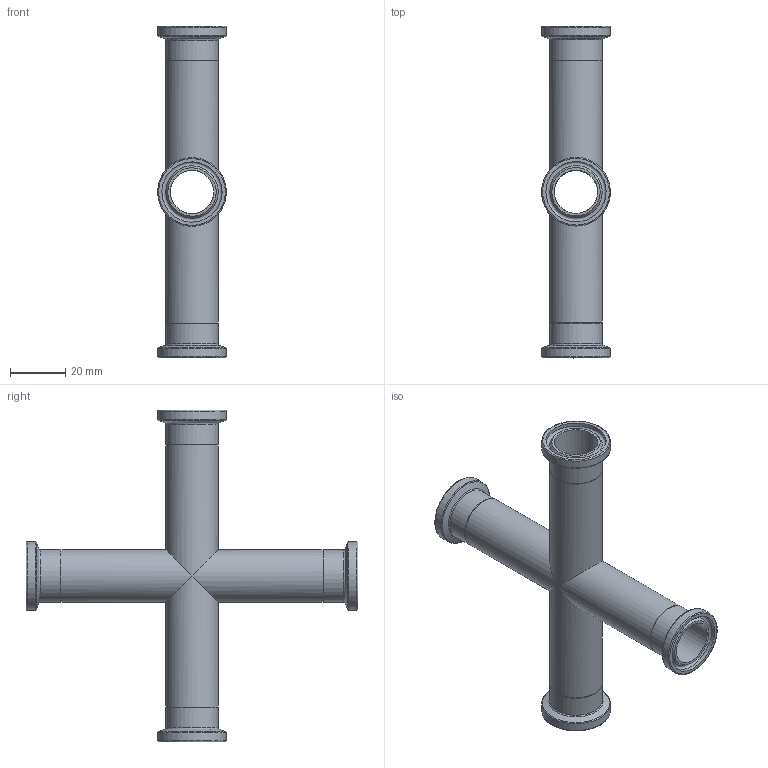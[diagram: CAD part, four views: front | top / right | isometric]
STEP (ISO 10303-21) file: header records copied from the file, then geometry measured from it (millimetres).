
FILE_DESCRIPTION(/* description */ (''),/* implementation_level */ '2;1');
FILE_NAME(/* name */ 'S9MP-.75.stp',/* time_stamp */ '2018-11-30T11:56:51-05:00',/* author */ ('rick'),/* organization */ (''),/* preprocessor_version */ 'ST-DEVELOPER v15.2',/* originating_system */ 'Autodesk Inventor 2014',/* authorisation */ '');
FILE_SCHEMA (('AUTOMOTIVE_DESIGN { 1 0 10303 214 3 1 1 }'));
Length unit declared in the file: inch
Products named in the file (1): S9MP-.75
Bounding box: 24.99 x 120.65 x 120.65 mm (x, y, z)
Volume: 22060.4 mm3; surface area: 26506.1 mm2
Topology: 1 solids, 1 shells, 421 faces, 1106 edges, 722 vertices
Faces by surface type: bspline 175, plane 145, cylinder 69, torus 24, cone 8
Full cylindrical faces by diameter (mm): 15.748 x8, 19.05 x8, 21.895 x4, 24.994 x4
Entity records: 16096 total; most frequent: CARTESIAN_POINT 6807, ORIENTED_EDGE 2096, DIRECTION 1440, EDGE_CURVE 1048, VERTEX_POINT 720, EDGE_LOOP 518, AXIS2_PLACEMENT_3D 505, LINE 430
